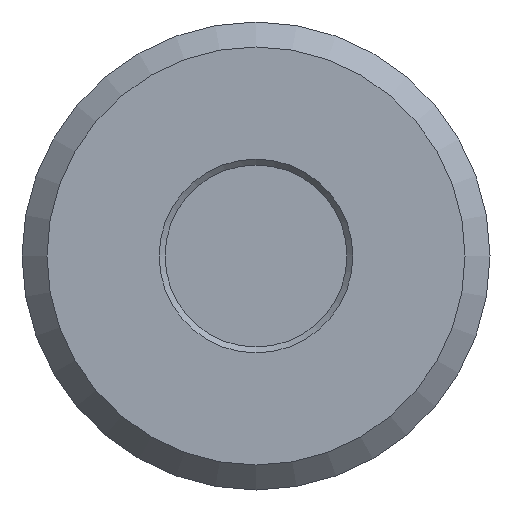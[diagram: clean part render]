
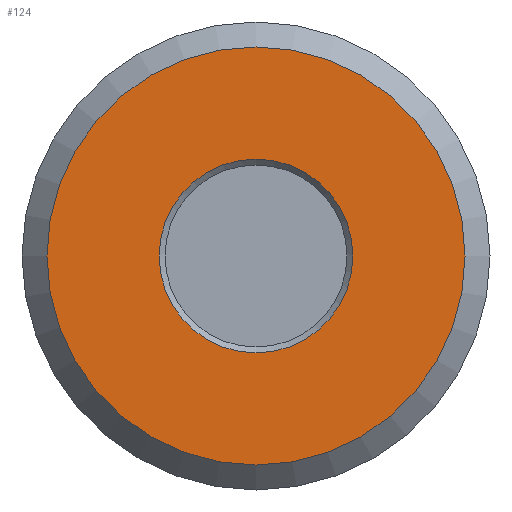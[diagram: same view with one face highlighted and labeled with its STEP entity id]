
A CAD part, front view. The second image highlights one B-rep face of the part: STEP entity #124.
In plain terms, the highlighted planar face has unit normal (0, -1, 0).
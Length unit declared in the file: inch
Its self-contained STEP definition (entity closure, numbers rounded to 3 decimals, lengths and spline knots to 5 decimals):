
#27 = DIRECTION ( 'NONE',  ( 0., 1., 0. ) ) ;
#38 = VERTEX_POINT ( 'NONE', #264 ) ;
#52 = EDGE_CURVE ( 'NONE', #208, #208, #59, .T. ) ;
#59 = CIRCLE ( 'NONE', #181, 0.11645 ) ;
#82 = CARTESIAN_POINT ( 'NONE',  ( -0.11645, 0., 0. ) ) ;
#124 = ADVANCED_FACE ( 'NONE', ( #144, #157 ), #432, .T. ) ;
#125 = DIRECTION ( 'NONE',  ( 0., 0., -1. ) ) ;
#144 = FACE_BOUND ( 'NONE', #479, .T. ) ;
#145 = AXIS2_PLACEMENT_3D ( 'NONE', #82, #341, #125 ) ;
#157 = FACE_OUTER_BOUND ( 'NONE', #239, .T. ) ;
#164 = AXIS2_PLACEMENT_3D ( 'NONE', #221, #27, #470 ) ;
#181 = AXIS2_PLACEMENT_3D ( 'NONE', #201, #343, #353 ) ;
#201 = CARTESIAN_POINT ( 'NONE',  ( 0., 0., 0. ) ) ;
#208 = VERTEX_POINT ( 'NONE', #390 ) ;
#221 = CARTESIAN_POINT ( 'NONE',  ( 0., 0., 0. ) ) ;
#239 = EDGE_LOOP ( 'NONE', ( #406 ) ) ;
#262 = CIRCLE ( 'NONE', #164, 0.25125 ) ;
#264 = CARTESIAN_POINT ( 'NONE',  ( 0., 0., 0.25125 ) ) ;
#267 = ORIENTED_EDGE ( 'NONE', *, *, #52, .T. ) ;
#341 = DIRECTION ( 'NONE',  ( 0., -1., 0. ) ) ;
#343 = DIRECTION ( 'NONE',  ( 0., 1., 0. ) ) ;
#353 = DIRECTION ( 'NONE',  ( 0., 0., 1. ) ) ;
#390 = CARTESIAN_POINT ( 'NONE',  ( 0., 0., 0.11645 ) ) ;
#406 = ORIENTED_EDGE ( 'NONE', *, *, #490, .F. ) ;
#432 = PLANE ( 'NONE',  #145 ) ;
#470 = DIRECTION ( 'NONE',  ( 0., 0., 1. ) ) ;
#479 = EDGE_LOOP ( 'NONE', ( #267 ) ) ;
#490 = EDGE_CURVE ( 'NONE', #38, #38, #262, .T. ) ;
